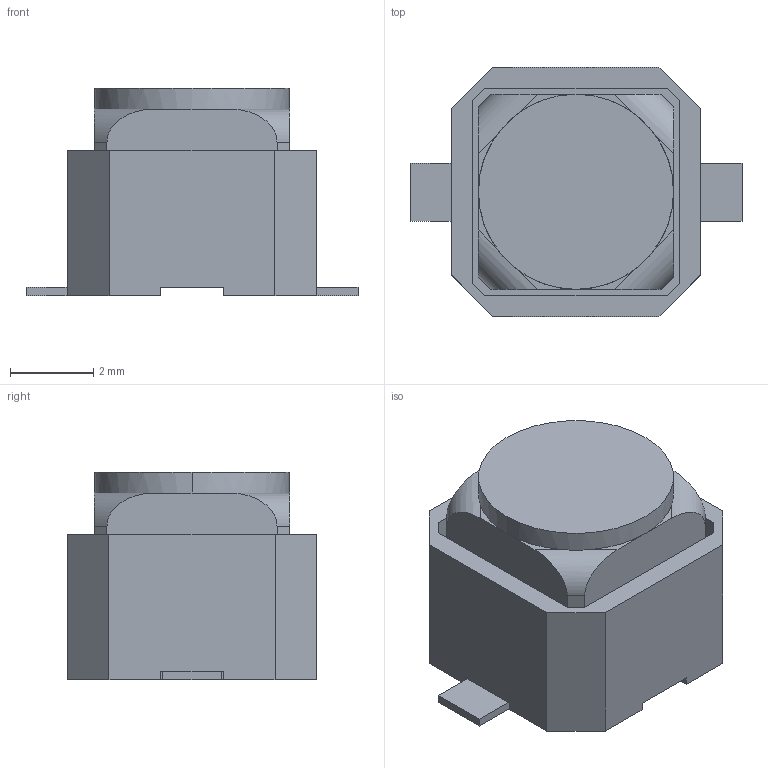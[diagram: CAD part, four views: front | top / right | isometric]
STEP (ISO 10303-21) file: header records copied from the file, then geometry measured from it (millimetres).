
FILE_DESCRIPTION (( 'STEP AP214' ), '1' );
FILE_NAME ('3D_3D啎擬_2022-03-1266.STEP', '2022-03-12T01:50:07', ( 'SipeedSPring' ), ( '' ), 'SwSTEP 2.0', 'SolidWorks 2020', '' );
FILE_SCHEMA (( 'AUTOMOTIVE_DESIGN' ));
Length unit declared in the file: millimetre
Products named in the file (5): 3D_3D啎擬_2022-03-12.step; 3D_3D啎擬_2022-03-1266; COMPOUND.step; SW1.step; SW-SMD_L6.0-W6.0-LS8.0.step
Assembly tree (4 placements, depth 5):
  3D_3D啎擬_2022-03-1266
    3D_3D啎擬_2022-03-12.step
      SW1.step
        SW-SMD_L6.0-W6.0-LS8.0.step
          COMPOUND.step
Bounding box: 8 x 6 x 5 mm (x, y, z)
Volume: 139.1 mm3; surface area: 292.8 mm2
Topology: 2 solids, 2 shells, 126 faces, 329 edges, 216 vertices
Faces by surface type: plane 106, bspline 14, cylinder 6
Entity records: 5322 total; most frequent: CARTESIAN_POINT 1515, ORIENTED_EDGE 658, DIRECTION 543, EDGE_CURVE 329, VECTOR 279, LINE 279, VERTEX_POINT 216, EDGE_LOOP 135
